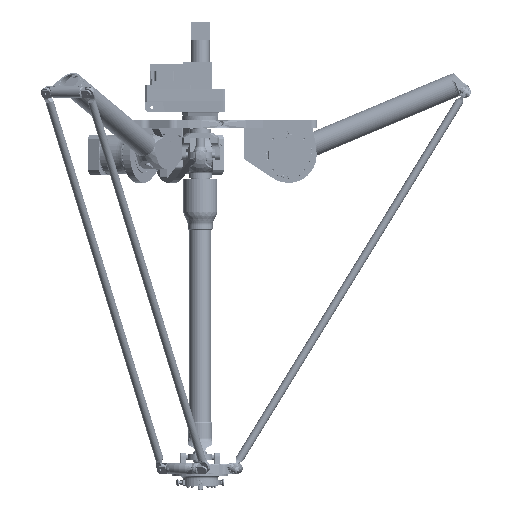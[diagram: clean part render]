
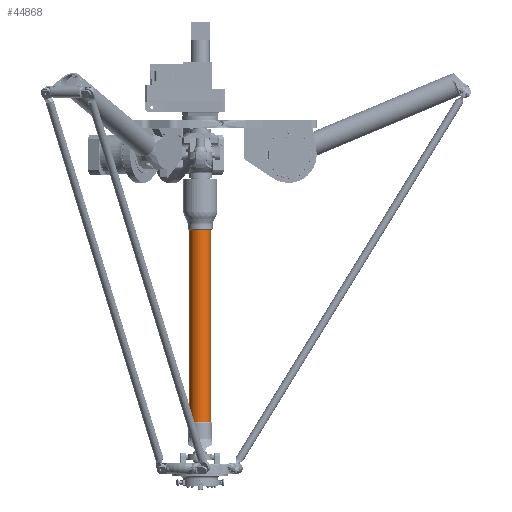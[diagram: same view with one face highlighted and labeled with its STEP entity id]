
A CAD part, front view. The second image highlights one B-rep face of the part: STEP entity #44868.
In plain terms, the highlighted cylindrical face has radius 40 mm (diameter 80 mm), a full revolution.
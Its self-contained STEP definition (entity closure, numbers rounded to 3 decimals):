
#1404=FACE_BOUND('',#12242,.T.);
#5276=CIRCLE('',#49237,40.);
#5277=CIRCLE('',#49240,40.);
#6669=CYLINDRICAL_SURFACE('',#49239,40.);
#8695=FACE_OUTER_BOUND('',#12241,.T.);
#12241=EDGE_LOOP('',(#36906));
#12242=EDGE_LOOP('',(#36907));
#22640=VERTEX_POINT('',#85108);
#22641=VERTEX_POINT('',#85112);
#27739=EDGE_CURVE('',#22640,#22640,#5276,.T.);
#27740=EDGE_CURVE('',#22641,#22641,#5277,.T.);
#36906=ORIENTED_EDGE('',*,*,#27740,.T.);
#36907=ORIENTED_EDGE('',*,*,#27739,.T.);
#44868=ADVANCED_FACE('',(#8695,#1404),#6669,.T.);
#49237=AXIS2_PLACEMENT_3D('',#85109,#58949,#58950);
#49239=AXIS2_PLACEMENT_3D('',#85111,#58953,#58954);
#49240=AXIS2_PLACEMENT_3D('',#85113,#58955,#58956);
#58949=DIRECTION('center_axis',(0.,1.,0.));
#58950=DIRECTION('ref_axis',(-1.,0.,0.));
#58953=DIRECTION('center_axis',(0.,-1.,0.));
#58954=DIRECTION('ref_axis',(-1.,0.,0.));
#58955=DIRECTION('center_axis',(0.,-1.,0.));
#58956=DIRECTION('ref_axis',(-1.,0.,0.));
#85108=CARTESIAN_POINT('',(40.,-716.,0.));
#85109=CARTESIAN_POINT('Origin',(0.,-716.,0.));
#85111=CARTESIAN_POINT('Origin',(0.,75.,0.));
#85112=CARTESIAN_POINT('',(40.,0.,0.));
#85113=CARTESIAN_POINT('Origin',(0.,0.,0.));
